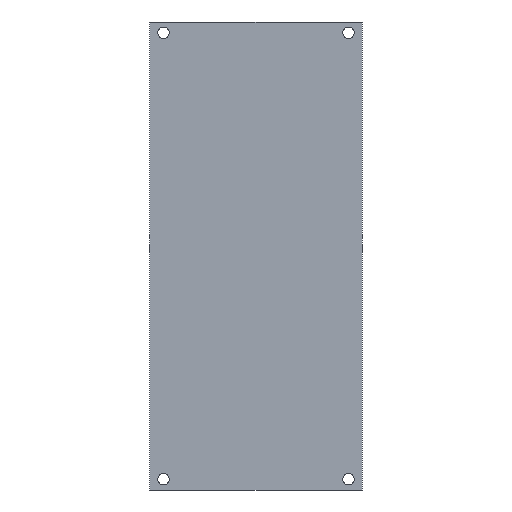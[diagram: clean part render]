
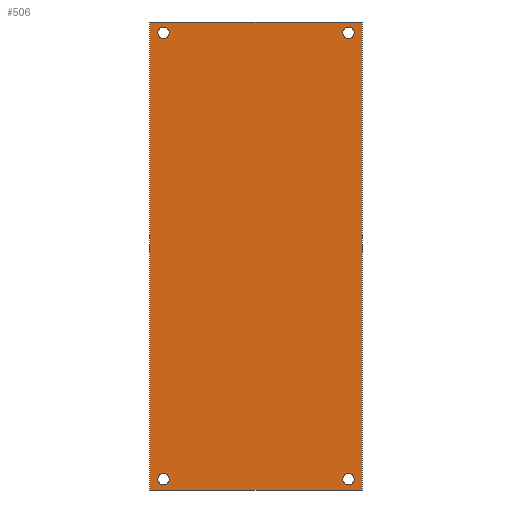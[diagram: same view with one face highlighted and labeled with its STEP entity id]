
A CAD part, front view. The second image highlights one B-rep face of the part: STEP entity #506.
In plain terms, the highlighted planar face has unit normal (0, -1, 0).
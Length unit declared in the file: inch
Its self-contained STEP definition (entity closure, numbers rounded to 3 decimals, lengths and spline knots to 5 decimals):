
#1 = VECTOR ( 'NONE', #216, 39.37008 ) ;
#2 = ORIENTED_EDGE ( 'NONE', *, *, #321, .T. ) ;
#21 = EDGE_LOOP ( 'NONE', ( #523, #495, #444, #245 ) ) ;
#30 = CIRCLE ( 'NONE', #399, 0.1325 ) ;
#31 = VERTEX_POINT ( 'NONE', #167 ) ;
#33 = PLANE ( 'NONE',  #360 ) ;
#37 = CARTESIAN_POINT ( 'NONE',  ( 2.125, 0., 5.2575 ) ) ;
#44 = EDGE_CURVE ( 'NONE', #31, #510, #78, .T. ) ;
#55 = EDGE_LOOP ( 'NONE', ( #470 ) ) ;
#61 = VERTEX_POINT ( 'NONE', #146 ) ;
#62 = ORIENTED_EDGE ( 'NONE', *, *, #312, .T. ) ;
#78 = LINE ( 'NONE', #508, #282 ) ;
#83 = EDGE_CURVE ( 'NONE', #61, #61, #30, .T. ) ;
#85 = ORIENTED_EDGE ( 'NONE', *, *, #412, .T. ) ;
#92 = DIRECTION ( 'NONE',  ( 0., 1., 0. ) ) ;
#97 = AXIS2_PLACEMENT_3D ( 'NONE', #438, #272, #513 ) ;
#98 = FACE_BOUND ( 'NONE', #349, .T. ) ;
#99 = DIRECTION ( 'NONE',  ( 0., 1., 0. ) ) ;
#116 = CARTESIAN_POINT ( 'NONE',  ( -2.4375, 0., -5.375 ) ) ;
#129 = CARTESIAN_POINT ( 'NONE',  ( -2.4375, 0., 5.375 ) ) ;
#132 = AXIS2_PLACEMENT_3D ( 'NONE', #514, #141, #435 ) ;
#141 = DIRECTION ( 'NONE',  ( 0., 1., 0. ) ) ;
#146 = CARTESIAN_POINT ( 'NONE',  ( 2.125, 0., -4.9925 ) ) ;
#160 = FACE_OUTER_BOUND ( 'NONE', #21, .T. ) ;
#161 = DIRECTION ( 'NONE',  ( -1., 0., 0. ) ) ;
#167 = CARTESIAN_POINT ( 'NONE',  ( -2.4375, 0., -5.375 ) ) ;
#170 = DIRECTION ( 'NONE',  ( 1., 0., 0. ) ) ;
#171 = EDGE_CURVE ( 'NONE', #328, #31, #521, .T. ) ;
#182 = FACE_BOUND ( 'NONE', #55, .T. ) ;
#187 = CARTESIAN_POINT ( 'NONE',  ( -2.4375, 0., 5.375 ) ) ;
#192 = DIRECTION ( 'NONE',  ( 0., 0., -1. ) ) ;
#197 = VERTEX_POINT ( 'NONE', #519 ) ;
#202 = EDGE_LOOP ( 'NONE', ( #62 ) ) ;
#216 = DIRECTION ( 'NONE',  ( 0., 0., 1. ) ) ;
#230 = CIRCLE ( 'NONE', #494, 0.1325 ) ;
#244 = EDGE_CURVE ( 'NONE', #372, #328, #489, .T. ) ;
#245 = ORIENTED_EDGE ( 'NONE', *, *, #44, .T. ) ;
#272 = DIRECTION ( 'NONE',  ( 0., 1., 0. ) ) ;
#274 = EDGE_CURVE ( 'NONE', #510, #372, #370, .T. ) ;
#281 = VECTOR ( 'NONE', #161, 39.37008 ) ;
#282 = VECTOR ( 'NONE', #170, 39.37008 ) ;
#296 = CARTESIAN_POINT ( 'NONE',  ( 2.4375, 0., -5.375 ) ) ;
#302 = DIRECTION ( 'NONE',  ( 0., 0., -1. ) ) ;
#303 = CARTESIAN_POINT ( 'NONE',  ( 2.125, 0., -5.125 ) ) ;
#312 = EDGE_CURVE ( 'NONE', #404, #404, #501, .T. ) ;
#314 = CARTESIAN_POINT ( 'NONE',  ( -2.125, 0., 5.125 ) ) ;
#321 = EDGE_CURVE ( 'NONE', #472, #472, #394, .T. ) ;
#327 = VECTOR ( 'NONE', #302, 39.37008 ) ;
#328 = VERTEX_POINT ( 'NONE', #187 ) ;
#335 = CARTESIAN_POINT ( 'NONE',  ( -2.4375, 0., -5.375 ) ) ;
#346 = CARTESIAN_POINT ( 'NONE',  ( 2.4375, 0., -5.375 ) ) ;
#349 = EDGE_LOOP ( 'NONE', ( #85 ) ) ;
#357 = DIRECTION ( 'NONE',  ( 0., -1., 0. ) ) ;
#360 = AXIS2_PLACEMENT_3D ( 'NONE', #116, #357, #192 ) ;
#367 = FACE_BOUND ( 'NONE', #502, .T. ) ;
#370 = LINE ( 'NONE', #296, #1 ) ;
#372 = VERTEX_POINT ( 'NONE', #480 ) ;
#388 = FACE_BOUND ( 'NONE', #202, .T. ) ;
#394 = CIRCLE ( 'NONE', #97, 0.1325 ) ;
#399 = AXIS2_PLACEMENT_3D ( 'NONE', #303, #92, #426 ) ;
#404 = VERTEX_POINT ( 'NONE', #37 ) ;
#412 = EDGE_CURVE ( 'NONE', #197, #197, #230, .T. ) ;
#426 = DIRECTION ( 'NONE',  ( 0., 0., 1. ) ) ;
#434 = DIRECTION ( 'NONE',  ( 0., 0., 1. ) ) ;
#435 = DIRECTION ( 'NONE',  ( 0., 0., 1. ) ) ;
#438 = CARTESIAN_POINT ( 'NONE',  ( -2.125, 0., -5.125 ) ) ;
#444 = ORIENTED_EDGE ( 'NONE', *, *, #171, .T. ) ;
#446 = CARTESIAN_POINT ( 'NONE',  ( -2.125, 0., -4.9925 ) ) ;
#470 = ORIENTED_EDGE ( 'NONE', *, *, #83, .T. ) ;
#472 = VERTEX_POINT ( 'NONE', #446 ) ;
#480 = CARTESIAN_POINT ( 'NONE',  ( 2.4375, 0., 5.375 ) ) ;
#489 = LINE ( 'NONE', #129, #281 ) ;
#494 = AXIS2_PLACEMENT_3D ( 'NONE', #314, #99, #434 ) ;
#495 = ORIENTED_EDGE ( 'NONE', *, *, #244, .T. ) ;
#501 = CIRCLE ( 'NONE', #132, 0.1325 ) ;
#502 = EDGE_LOOP ( 'NONE', ( #2 ) ) ;
#506 = ADVANCED_FACE ( 'NONE', ( #160, #367, #98, #182, #388 ), #33, .T. ) ;
#508 = CARTESIAN_POINT ( 'NONE',  ( -2.4375, 0., -5.375 ) ) ;
#510 = VERTEX_POINT ( 'NONE', #346 ) ;
#513 = DIRECTION ( 'NONE',  ( 0., 0., 1. ) ) ;
#514 = CARTESIAN_POINT ( 'NONE',  ( 2.125, 0., 5.125 ) ) ;
#519 = CARTESIAN_POINT ( 'NONE',  ( -2.125, 0., 5.2575 ) ) ;
#521 = LINE ( 'NONE', #335, #327 ) ;
#523 = ORIENTED_EDGE ( 'NONE', *, *, #274, .T. ) ;
